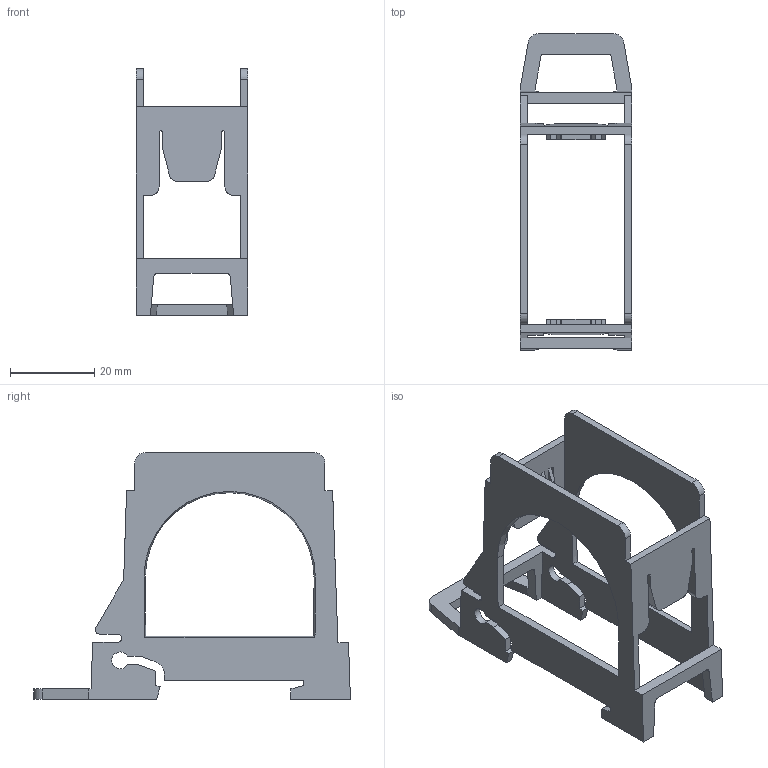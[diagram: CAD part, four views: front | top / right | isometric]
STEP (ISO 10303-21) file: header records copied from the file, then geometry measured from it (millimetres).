
FILE_DESCRIPTION((''),'2;1');
FILE_NAME('50012160F2XX_GW26409','2021-03-17T21:10:17',('user'),('Axiro Italia'),'CREO PARAMETRIC BY PTC INC, 2020354','CREO PARAMETRIC BY PTC INC, 2020354','');
FILE_SCHEMA(('CONFIG_CONTROL_DESIGN'));
Length unit declared in the file: millimetre
Products named in the file (1): 50012160F2XX_GW26409
Bounding box: 26.5 x 75.11 x 58.5 mm (x, y, z)
Volume: 8563.4 mm3; surface area: 11321.8 mm2
Topology: 1 solids, 1 shells, 181 faces, 529 edges, 344 vertices
Faces by surface type: plane 144, cylinder 30, extrusion 4, cone 3
Entity records: 6113 total; most frequent: CARTESIAN_POINT 1288, ORIENTED_EDGE 1058, DIRECTION 901, EDGE_CURVE 529, VECTOR 455, LINE 451, VERTEX_POINT 344, AXIS2_PLACEMENT_3D 223
